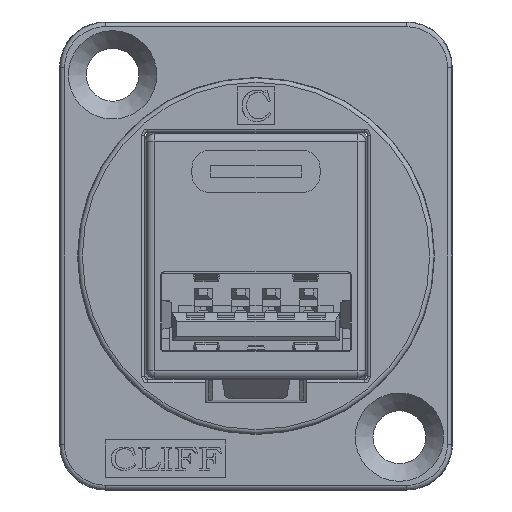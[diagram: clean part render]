
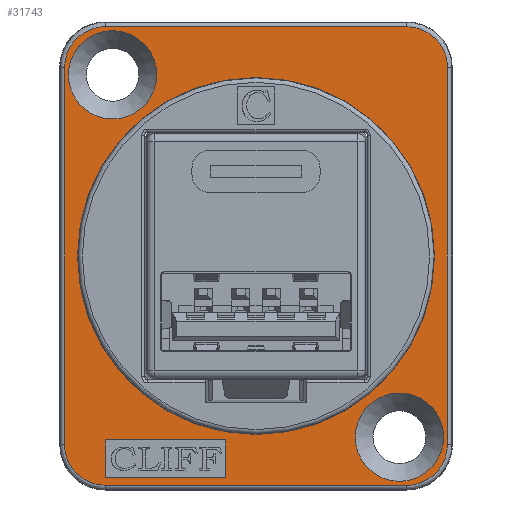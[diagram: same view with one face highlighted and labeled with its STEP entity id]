
A CAD part, front view. The second image highlights one B-rep face of the part: STEP entity #31743.
In plain terms, the highlighted planar face has unit normal (0, -1, 0).
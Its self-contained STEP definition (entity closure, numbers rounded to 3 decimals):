
#554=ELLIPSE('',#33854,2.7,2.7);
#555=ELLIPSE('',#33855,2.7,2.7);
#556=ELLIPSE('',#33856,2.7,2.7);
#557=ELLIPSE('',#33857,2.7,2.7);
#641=FACE_BOUND('',#4935,.T.);
#642=FACE_BOUND('',#4936,.T.);
#643=FACE_BOUND('',#4937,.T.);
#644=FACE_BOUND('',#4938,.T.);
#1771=PLANE('',#33853);
#3304=FACE_OUTER_BOUND('',#4934,.T.);
#4934=EDGE_LOOP('',(#28243,#28244,#28245,#28246,#28247,#28248,#28249,#28250));
#4935=EDGE_LOOP('',(#28251,#28252,#28253,#28254));
#4936=EDGE_LOOP('',(#28255));
#4937=EDGE_LOOP('',(#28256));
#4938=EDGE_LOOP('',(#28257));
#8415=LINE('',#52388,#11926);
#8419=LINE('',#52396,#11930);
#8422=LINE('',#52402,#11933);
#8425=LINE('',#52407,#11936);
#8459=LINE('',#52516,#11970);
#8460=LINE('',#52520,#11971);
#8461=LINE('',#52524,#11972);
#8462=LINE('',#52527,#11973);
#11926=VECTOR('',#41392,2.5);
#11930=VECTOR('',#41398,8.);
#11933=VECTOR('',#41403,2.5);
#11936=VECTOR('',#41408,8.);
#11970=VECTOR('',#41506,24.965);
#11971=VECTOR('',#41509,19.965);
#11972=VECTOR('',#41512,24.965);
#11973=VECTOR('',#41515,19.965);
#12393=CIRCLE('',#33652,11.823);
#12435=CIRCLE('',#33858,2.925);
#12436=CIRCLE('',#33859,2.925);
#14929=VERTEX_POINT('',#50428);
#15236=VERTEX_POINT('',#52386);
#15237=VERTEX_POINT('',#52387);
#15240=VERTEX_POINT('',#52395);
#15242=VERTEX_POINT('',#52401);
#15271=VERTEX_POINT('',#52512);
#15272=VERTEX_POINT('',#52513);
#15273=VERTEX_POINT('',#52515);
#15274=VERTEX_POINT('',#52517);
#15275=VERTEX_POINT('',#52519);
#15276=VERTEX_POINT('',#52521);
#15277=VERTEX_POINT('',#52523);
#15278=VERTEX_POINT('',#52525);
#15279=VERTEX_POINT('',#52528);
#15280=VERTEX_POINT('',#52530);
#19074=EDGE_CURVE('',#14929,#14929,#12393,.T.);
#19558=EDGE_CURVE('',#15236,#15237,#8415,.T.);
#19562=EDGE_CURVE('',#15240,#15236,#8419,.T.);
#19565=EDGE_CURVE('',#15242,#15240,#8422,.T.);
#19568=EDGE_CURVE('',#15237,#15242,#8425,.T.);
#19617=EDGE_CURVE('',#15271,#15272,#554,.T.);
#19618=EDGE_CURVE('',#15273,#15271,#8459,.T.);
#19619=EDGE_CURVE('',#15274,#15273,#555,.T.);
#19620=EDGE_CURVE('',#15275,#15274,#8460,.T.);
#19621=EDGE_CURVE('',#15276,#15275,#556,.T.);
#19622=EDGE_CURVE('',#15277,#15276,#8461,.T.);
#19623=EDGE_CURVE('',#15278,#15277,#557,.T.);
#19624=EDGE_CURVE('',#15272,#15278,#8462,.T.);
#19625=EDGE_CURVE('',#15279,#15279,#12435,.T.);
#19626=EDGE_CURVE('',#15280,#15280,#12436,.T.);
#28243=ORIENTED_EDGE('',*,*,#19617,.F.);
#28244=ORIENTED_EDGE('',*,*,#19618,.F.);
#28245=ORIENTED_EDGE('',*,*,#19619,.F.);
#28246=ORIENTED_EDGE('',*,*,#19620,.F.);
#28247=ORIENTED_EDGE('',*,*,#19621,.F.);
#28248=ORIENTED_EDGE('',*,*,#19622,.F.);
#28249=ORIENTED_EDGE('',*,*,#19623,.F.);
#28250=ORIENTED_EDGE('',*,*,#19624,.F.);
#28251=ORIENTED_EDGE('',*,*,#19558,.T.);
#28252=ORIENTED_EDGE('',*,*,#19568,.T.);
#28253=ORIENTED_EDGE('',*,*,#19565,.T.);
#28254=ORIENTED_EDGE('',*,*,#19562,.T.);
#28255=ORIENTED_EDGE('',*,*,#19074,.T.);
#28256=ORIENTED_EDGE('',*,*,#19625,.T.);
#28257=ORIENTED_EDGE('',*,*,#19626,.T.);
#31743=ADVANCED_FACE('',(#3304,#641,#642,#643,#644),#1771,.T.);
#33652=AXIS2_PLACEMENT_3D('',#50429,#40719,#40720);
#33853=AXIS2_PLACEMENT_3D('',#52511,#41502,#41503);
#33854=AXIS2_PLACEMENT_3D('',#52514,#41504,#41505);
#33855=AXIS2_PLACEMENT_3D('',#52518,#41507,#41508);
#33856=AXIS2_PLACEMENT_3D('',#52522,#41510,#41511);
#33857=AXIS2_PLACEMENT_3D('',#52526,#41513,#41514);
#33858=AXIS2_PLACEMENT_3D('',#52529,#41516,#41517);
#33859=AXIS2_PLACEMENT_3D('',#52531,#41518,#41519);
#40719=DIRECTION('center_axis',(0.,1.,0.));
#40720=DIRECTION('ref_axis',(-1.,0.,0.));
#41392=DIRECTION('',(0.,0.,1.));
#41398=DIRECTION('',(-1.,0.,0.));
#41403=DIRECTION('',(0.,0.,-1.));
#41408=DIRECTION('',(1.,0.,0.));
#41502=DIRECTION('center_axis',(0.,-1.,0.));
#41503=DIRECTION('ref_axis',(1.,0.,0.));
#41504=DIRECTION('center_axis',(0.,1.,0.));
#41505=DIRECTION('ref_axis',(-0.707,0.,0.707));
#41506=DIRECTION('',(0.,0.,1.));
#41507=DIRECTION('center_axis',(0.,1.,0.));
#41508=DIRECTION('ref_axis',(-0.707,0.,-0.707));
#41509=DIRECTION('',(-1.,0.,0.));
#41510=DIRECTION('center_axis',(0.,1.,0.));
#41511=DIRECTION('ref_axis',(0.707,0.,-0.707));
#41512=DIRECTION('',(0.,0.,-1.));
#41513=DIRECTION('center_axis',(0.,1.,0.));
#41514=DIRECTION('ref_axis',(0.707,0.,0.707));
#41515=DIRECTION('',(1.,0.,0.));
#41516=DIRECTION('center_axis',(0.,1.,0.));
#41517=DIRECTION('ref_axis',(1.,0.,0.));
#41518=DIRECTION('center_axis',(0.,1.,0.));
#41519=DIRECTION('ref_axis',(1.,0.,0.));
#50428=CARTESIAN_POINT('',(11.823,-2.3,0.));
#50429=CARTESIAN_POINT('Origin',(0.,-2.3,0.));
#52386=CARTESIAN_POINT('',(-10.,-2.3,-14.683));
#52387=CARTESIAN_POINT('',(-10.,-2.3,-12.183));
#52388=CARTESIAN_POINT('',(-10.,-2.3,-7.341));
#52395=CARTESIAN_POINT('',(-2.,-2.3,-14.683));
#52396=CARTESIAN_POINT('',(-1.,-2.3,-14.683));
#52401=CARTESIAN_POINT('',(-2.,-2.3,-12.183));
#52402=CARTESIAN_POINT('',(-2.,-2.3,-6.091));
#52407=CARTESIAN_POINT('',(-5.,-2.3,-12.183));
#52511=CARTESIAN_POINT('Origin',(0.,-2.3,0.));
#52512=CARTESIAN_POINT('',(-12.683,-2.3,12.483));
#52513=CARTESIAN_POINT('',(-9.983,-2.3,15.183));
#52514=CARTESIAN_POINT('Origin',(-9.982,-2.3,12.482));
#52515=CARTESIAN_POINT('',(-12.683,-2.3,-12.483));
#52516=CARTESIAN_POINT('',(-12.683,-2.3,-7.75));
#52517=CARTESIAN_POINT('',(-9.983,-2.3,-15.183));
#52518=CARTESIAN_POINT('Origin',(-9.982,-2.3,-12.482));
#52519=CARTESIAN_POINT('',(9.983,-2.3,-15.183));
#52520=CARTESIAN_POINT('',(6.5,-2.3,-15.183));
#52521=CARTESIAN_POINT('',(12.683,-2.3,-12.483));
#52522=CARTESIAN_POINT('Origin',(9.982,-2.3,-12.482));
#52523=CARTESIAN_POINT('',(12.683,-2.3,12.483));
#52524=CARTESIAN_POINT('',(12.683,-2.3,7.75));
#52525=CARTESIAN_POINT('',(9.983,-2.3,15.183));
#52526=CARTESIAN_POINT('Origin',(9.982,-2.3,12.482));
#52527=CARTESIAN_POINT('',(-6.5,-2.3,15.183));
#52528=CARTESIAN_POINT('',(6.575,-2.3,-12.));
#52529=CARTESIAN_POINT('Origin',(9.5,-2.3,-12.));
#52530=CARTESIAN_POINT('',(-12.425,-2.3,12.));
#52531=CARTESIAN_POINT('Origin',(-9.5,-2.3,12.));
